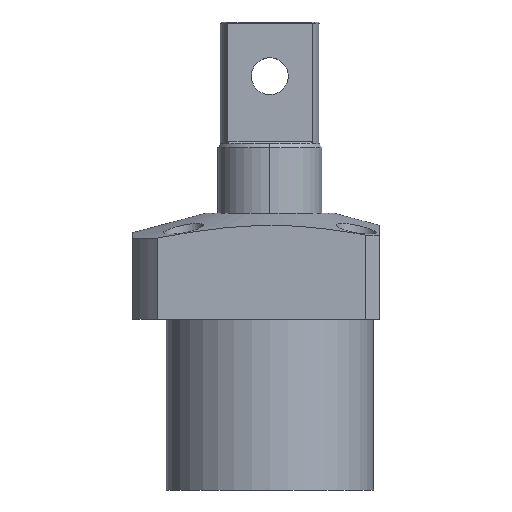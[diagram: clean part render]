
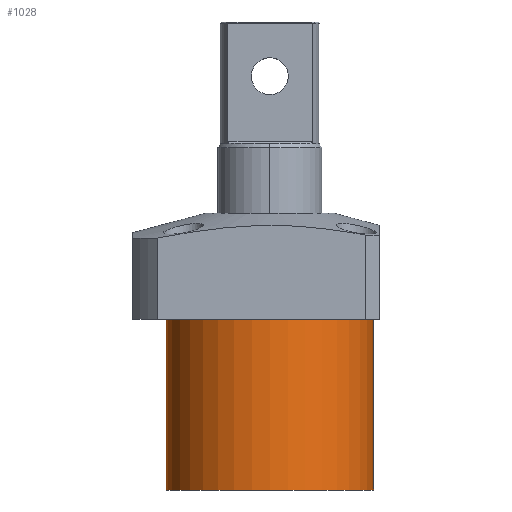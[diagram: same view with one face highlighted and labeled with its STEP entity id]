
A CAD part, front view. The second image highlights one B-rep face of the part: STEP entity #1028.
In plain terms, the highlighted cylindrical face has radius 45 mm (diameter 90 mm), a partial arc.
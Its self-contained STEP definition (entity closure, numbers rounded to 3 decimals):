
#39 = EDGE_CURVE ( 'NONE', #1332, #2281, #1899, .T. ) ;
#91 = DIRECTION ( 'NONE',  ( 1., 0., 0. ) ) ;
#122 = ORIENTED_EDGE ( 'NONE', *, *, #39, .T. ) ;
#286 = DIRECTION ( 'NONE',  ( 0., 0., 1. ) ) ;
#461 = ORIENTED_EDGE ( 'NONE', *, *, #2608, .F. ) ;
#521 = CIRCLE ( 'NONE', #1810, 45. ) ;
#544 = VERTEX_POINT ( 'NONE', #1265 ) ;
#547 = DIRECTION ( 'NONE',  ( 0., 0., 1. ) ) ;
#813 = AXIS2_PLACEMENT_3D ( 'NONE', #1343, #2640, #1146 ) ;
#820 = ORIENTED_EDGE ( 'NONE', *, *, #1289, .T. ) ;
#835 = CARTESIAN_POINT ( 'NONE',  ( 45., 0., 0. ) ) ;
#854 = CARTESIAN_POINT ( 'NONE',  ( 0., 0., -74. ) ) ;
#1028 = ADVANCED_FACE ( 'NONE', ( #1794 ), #2234, .T. ) ;
#1143 = VECTOR ( 'NONE', #1518, 1000. ) ;
#1146 = DIRECTION ( 'NONE',  ( 1., 0., 0. ) ) ;
#1188 = VECTOR ( 'NONE', #2405, 1000. ) ;
#1265 = CARTESIAN_POINT ( 'NONE',  ( -45., 0., 0. ) ) ;
#1289 = EDGE_CURVE ( 'NONE', #2281, #2737, #2325, .T. ) ;
#1332 = VERTEX_POINT ( 'NONE', #2763 ) ;
#1343 = CARTESIAN_POINT ( 'NONE',  ( 0., 0., -74. ) ) ;
#1502 = EDGE_LOOP ( 'NONE', ( #2785, #122, #820, #461 ) ) ;
#1518 = DIRECTION ( 'NONE',  ( 0., 0., 1. ) ) ;
#1689 = CARTESIAN_POINT ( 'NONE',  ( 45., 0., -74. ) ) ;
#1765 = CARTESIAN_POINT ( 'NONE',  ( -45., 0., -74. ) ) ;
#1794 = FACE_OUTER_BOUND ( 'NONE', #1502, .T. ) ;
#1810 = AXIS2_PLACEMENT_3D ( 'NONE', #2072, #547, #1847 ) ;
#1846 = CARTESIAN_POINT ( 'NONE',  ( 45., 0., -74. ) ) ;
#1847 = DIRECTION ( 'NONE',  ( 1., 0., 0. ) ) ;
#1899 = CIRCLE ( 'NONE', #813, 45. ) ;
#2072 = CARTESIAN_POINT ( 'NONE',  ( 0., 0., 0. ) ) ;
#2102 = AXIS2_PLACEMENT_3D ( 'NONE', #854, #286, #91 ) ;
#2200 = EDGE_CURVE ( 'NONE', #1332, #544, #2773, .T. ) ;
#2234 = CYLINDRICAL_SURFACE ( 'NONE', #2102, 45. ) ;
#2281 = VERTEX_POINT ( 'NONE', #1689 ) ;
#2325 = LINE ( 'NONE', #1846, #1188 ) ;
#2405 = DIRECTION ( 'NONE',  ( 0., 0., 1. ) ) ;
#2608 = EDGE_CURVE ( 'NONE', #544, #2737, #521, .T. ) ;
#2640 = DIRECTION ( 'NONE',  ( 0., 0., 1. ) ) ;
#2737 = VERTEX_POINT ( 'NONE', #835 ) ;
#2763 = CARTESIAN_POINT ( 'NONE',  ( -45., 0., -74. ) ) ;
#2773 = LINE ( 'NONE', #1765, #1143 ) ;
#2785 = ORIENTED_EDGE ( 'NONE', *, *, #2200, .F. ) ;
